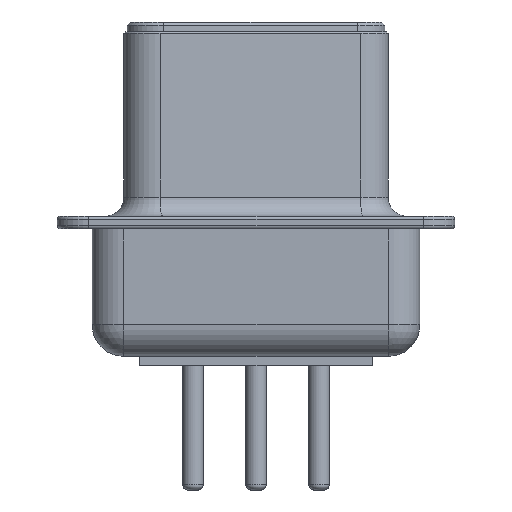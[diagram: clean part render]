
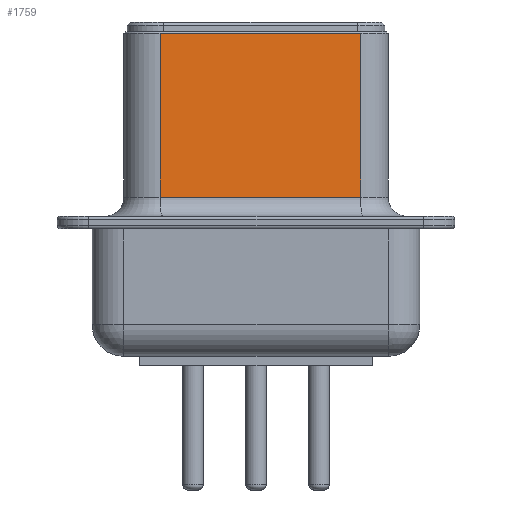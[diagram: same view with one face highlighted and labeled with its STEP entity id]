
A CAD part, left-side view. The second image highlights one B-rep face of the part: STEP entity #1759.
In plain terms, the highlighted planar face has unit normal (-0.991, -0.137, 0).
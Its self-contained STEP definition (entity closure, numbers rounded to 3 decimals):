
#723 = VERTEX_POINT('',#724);
#724 = CARTESIAN_POINT('',(-20.731,1.033,10.45));
#771 = EDGE_CURVE('',#723,#772,#774,.T.);
#772 = VERTEX_POINT('',#773);
#773 = CARTESIAN_POINT('',(-19.862,-5.267,10.45));
#774 = LINE('',#775,#776);
#775 = CARTESIAN_POINT('',(-20.731,1.033,10.45));
#776 = VECTOR('',#777,1.);
#777 = DIRECTION('',(0.137,-0.991,-0.));
#1716 = VERTEX_POINT('',#1717);
#1717 = CARTESIAN_POINT('',(-20.731,1.033,5.3));
#1724 = EDGE_CURVE('',#1716,#723,#1725,.T.);
#1725 = LINE('',#1726,#1727);
#1726 = CARTESIAN_POINT('',(-20.731,1.033,4.7));
#1727 = VECTOR('',#1728,1.);
#1728 = DIRECTION('',(0.,0.,1.));
#1759 = ADVANCED_FACE('',(#1760),#1778,.T.);
#1760 = FACE_BOUND('',#1761,.T.);
#1761 = EDGE_LOOP('',(#1762,#1770,#1771,#1772));
#1762 = ORIENTED_EDGE('',*,*,#1763,.T.);
#1763 = EDGE_CURVE('',#1764,#772,#1766,.T.);
#1764 = VERTEX_POINT('',#1765);
#1765 = CARTESIAN_POINT('',(-19.862,-5.267,5.3));
#1766 = LINE('',#1767,#1768);
#1767 = CARTESIAN_POINT('',(-19.862,-5.267,4.7));
#1768 = VECTOR('',#1769,1.);
#1769 = DIRECTION('',(0.,0.,1.));
#1770 = ORIENTED_EDGE('',*,*,#771,.F.);
#1771 = ORIENTED_EDGE('',*,*,#1724,.F.);
#1772 = ORIENTED_EDGE('',*,*,#1773,.F.);
#1773 = EDGE_CURVE('',#1764,#1716,#1774,.T.);
#1774 = LINE('',#1775,#1776);
#1775 = CARTESIAN_POINT('',(-19.862,-5.267,5.3));
#1776 = VECTOR('',#1777,1.);
#1777 = DIRECTION('',(-0.137,0.991,0.));
#1778 = PLANE('',#1779);
#1779 = AXIS2_PLACEMENT_3D('',#1780,#1781,#1782);
#1780 = CARTESIAN_POINT('',(-19.743,-6.13,4.7));
#1781 = DIRECTION('',(-0.991,-0.137,0.));
#1782 = DIRECTION('',(-0.137,0.991,0.));
